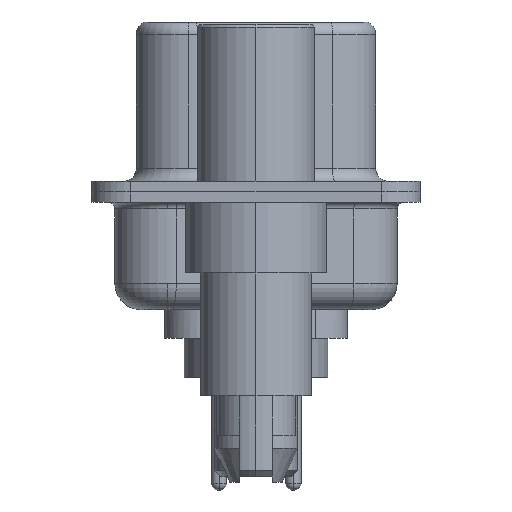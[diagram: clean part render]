
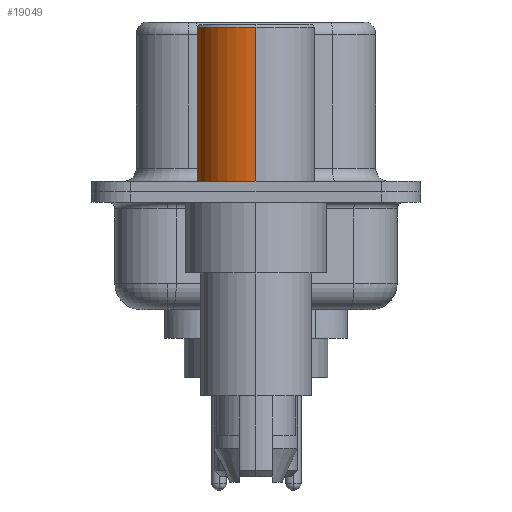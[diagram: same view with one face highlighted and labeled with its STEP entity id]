
A CAD part, left-side view. The second image highlights one B-rep face of the part: STEP entity #19049.
In plain terms, the highlighted cylindrical face has radius 2.25 mm (diameter 4.5 mm), a partial arc.
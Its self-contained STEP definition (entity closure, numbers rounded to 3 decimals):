
#508 = CARTESIAN_POINT ( 'NONE',  ( -2.25, 0., 0.581 ) ) ;
#620 = DIRECTION ( 'NONE',  ( 1., 0., 0. ) ) ;
#812 = VERTEX_POINT ( 'NONE', #6838 ) ;
#1525 = VECTOR ( 'NONE', #10652, 1000. ) ;
#1743 = CARTESIAN_POINT ( 'NONE',  ( 2.25, 0., 0.581 ) ) ;
#1837 = DIRECTION ( 'NONE',  ( 1., 0., 0. ) ) ;
#2012 = VERTEX_POINT ( 'NONE', #5422 ) ;
#2344 = EDGE_CURVE ( 'NONE', #812, #2012, #10888, .T. ) ;
#2528 = CARTESIAN_POINT ( 'NONE',  ( -2.25, 0., 0.4 ) ) ;
#3157 = ORIENTED_EDGE ( 'NONE', *, *, #3326, .T. ) ;
#3326 = EDGE_CURVE ( 'NONE', #13950, #17529, #9630, .T. ) ;
#3329 = EDGE_CURVE ( 'NONE', #17529, #2012, #6010, .T. ) ;
#3350 = EDGE_CURVE ( 'NONE', #13950, #812, #5526, .T. ) ;
#4200 = CYLINDRICAL_SURFACE ( 'NONE', #5575, 2.25 ) ;
#5422 = CARTESIAN_POINT ( 'NONE',  ( -2.25, 0., 6.3 ) ) ;
#5526 = LINE ( 'NONE', #1743, #16386 ) ;
#5575 = AXIS2_PLACEMENT_3D ( 'NONE', #12830, #6850, #620 ) ;
#6010 = LINE ( 'NONE', #508, #1525 ) ;
#6838 = CARTESIAN_POINT ( 'NONE',  ( 2.25, 0., 6.3 ) ) ;
#6850 = DIRECTION ( 'NONE',  ( 0., 0., 1. ) ) ;
#7128 = AXIS2_PLACEMENT_3D ( 'NONE', #17946, #10148, #13807 ) ;
#8128 = DIRECTION ( 'NONE',  ( 0., 0., 1. ) ) ;
#9137 = CARTESIAN_POINT ( 'NONE',  ( 0., 0., 0.4 ) ) ;
#9630 = CIRCLE ( 'NONE', #9903, 2.25 ) ;
#9903 = AXIS2_PLACEMENT_3D ( 'NONE', #9137, #18076, #1837 ) ;
#10148 = DIRECTION ( 'NONE',  ( 0., 0., 1. ) ) ;
#10652 = DIRECTION ( 'NONE',  ( 0., 0., 1. ) ) ;
#10888 = CIRCLE ( 'NONE', #7128, 2.25 ) ;
#12830 = CARTESIAN_POINT ( 'NONE',  ( 0., 0., 0.581 ) ) ;
#13035 = ORIENTED_EDGE ( 'NONE', *, *, #3350, .F. ) ;
#13611 = ORIENTED_EDGE ( 'NONE', *, *, #3329, .T. ) ;
#13807 = DIRECTION ( 'NONE',  ( 1., 0., 0. ) ) ;
#13950 = VERTEX_POINT ( 'NONE', #16674 ) ;
#15351 = ORIENTED_EDGE ( 'NONE', *, *, #2344, .F. ) ;
#15963 = FACE_OUTER_BOUND ( 'NONE', #18542, .T. ) ;
#16386 = VECTOR ( 'NONE', #8128, 1000. ) ;
#16674 = CARTESIAN_POINT ( 'NONE',  ( 2.25, 0., 0.4 ) ) ;
#17529 = VERTEX_POINT ( 'NONE', #2528 ) ;
#17946 = CARTESIAN_POINT ( 'NONE',  ( 0., 0., 6.3 ) ) ;
#18076 = DIRECTION ( 'NONE',  ( 0., 0., 1. ) ) ;
#18542 = EDGE_LOOP ( 'NONE', ( #3157, #13611, #15351, #13035 ) ) ;
#19049 = ADVANCED_FACE ( 'NONE', ( #15963 ), #4200, .T. ) ;
